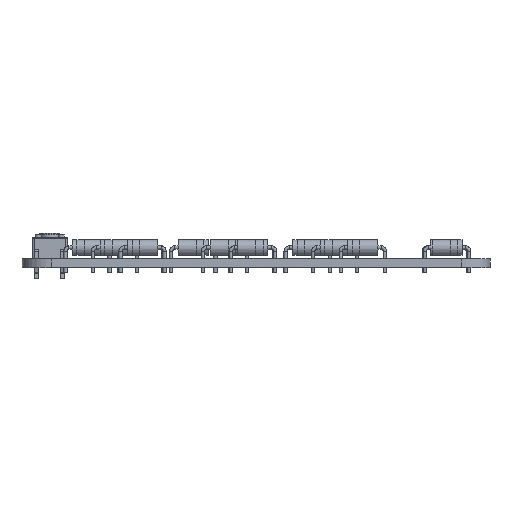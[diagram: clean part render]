
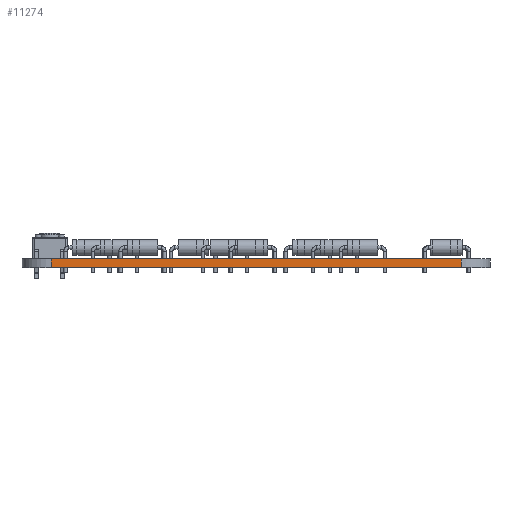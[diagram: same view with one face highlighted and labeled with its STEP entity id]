
A CAD part, left-side view. The second image highlights one B-rep face of the part: STEP entity #11274.
In plain terms, the highlighted planar face has unit normal (-1, -0.001, 0).
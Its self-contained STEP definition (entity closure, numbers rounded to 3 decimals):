
#3923 = VERTEX_POINT('',#3924);
#3924 = CARTESIAN_POINT('',(93.113,-56.05,0.));
#3931 = EDGE_CURVE('',#3932,#3923,#3934,.T.);
#3932 = VERTEX_POINT('',#3933);
#3933 = CARTESIAN_POINT('',(93.148,-126.997,0.));
#3934 = LINE('',#3935,#3936);
#3935 = CARTESIAN_POINT('',(93.148,-126.997,0.));
#3936 = VECTOR('',#3937,1.);
#3937 = DIRECTION('',(-0.001,1.,0.));
#7559 = VERTEX_POINT('',#7560);
#7560 = CARTESIAN_POINT('',(93.113,-56.05,1.51));
#7567 = EDGE_CURVE('',#7568,#7559,#7570,.T.);
#7568 = VERTEX_POINT('',#7569);
#7569 = CARTESIAN_POINT('',(93.148,-126.997,1.51));
#7570 = LINE('',#7571,#7572);
#7571 = CARTESIAN_POINT('',(93.148,-126.997,1.51));
#7572 = VECTOR('',#7573,1.);
#7573 = DIRECTION('',(-0.001,1.,0.));
#11244 = EDGE_CURVE('',#3923,#7559,#11245,.T.);
#11245 = LINE('',#11246,#11247);
#11246 = CARTESIAN_POINT('',(93.113,-56.05,0.));
#11247 = VECTOR('',#11248,1.);
#11248 = DIRECTION('',(0.,0.,1.));
#11263 = EDGE_CURVE('',#3932,#7568,#11264,.T.);
#11264 = LINE('',#11265,#11266);
#11265 = CARTESIAN_POINT('',(93.148,-126.997,0.));
#11266 = VECTOR('',#11267,1.);
#11267 = DIRECTION('',(0.,0.,1.));
#11274 = ADVANCED_FACE('',(#11275),#11281,.T.);
#11275 = FACE_BOUND('',#11276,.T.);
#11276 = EDGE_LOOP('',(#11277,#11278,#11279,#11280));
#11277 = ORIENTED_EDGE('',*,*,#11263,.T.);
#11278 = ORIENTED_EDGE('',*,*,#7567,.T.);
#11279 = ORIENTED_EDGE('',*,*,#11244,.F.);
#11280 = ORIENTED_EDGE('',*,*,#3931,.F.);
#11281 = PLANE('',#11282);
#11282 = AXIS2_PLACEMENT_3D('',#11283,#11284,#11285);
#11283 = CARTESIAN_POINT('',(93.148,-126.997,0.));
#11284 = DIRECTION('',(-1.,-0.001,0.));
#11285 = DIRECTION('',(-0.001,1.,0.));
